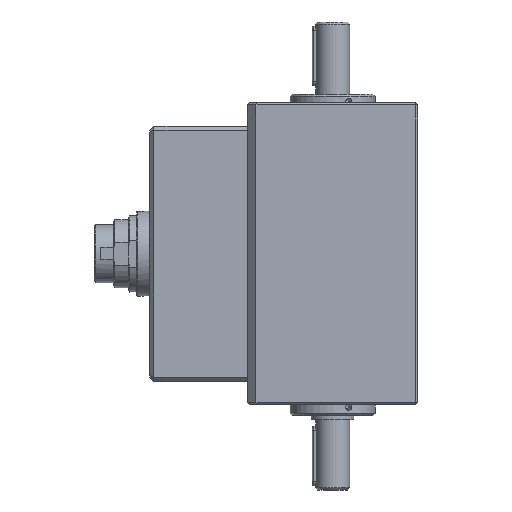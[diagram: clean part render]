
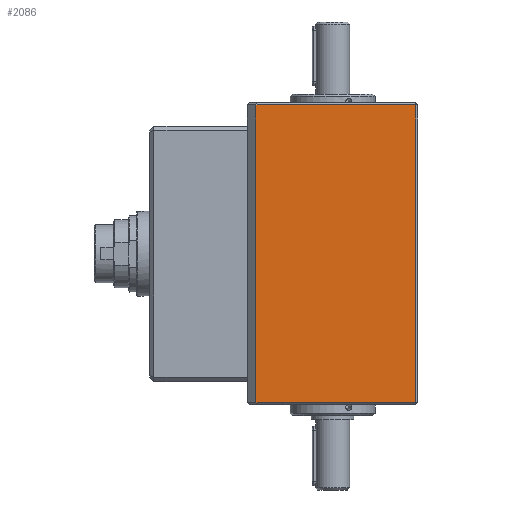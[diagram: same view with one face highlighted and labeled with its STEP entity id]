
A CAD part, front view. The second image highlights one B-rep face of the part: STEP entity #2086.
In plain terms, the highlighted face is planar.
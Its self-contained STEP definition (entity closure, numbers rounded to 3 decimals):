
#2086 = ADVANCED_FACE( '', ( #4359 ), #4360, .T. );
#4359 = FACE_OUTER_BOUND( '', #7221, .T. );
#4360 = PLANE( '', #7222 );
#7221 = EDGE_LOOP( '', ( #11173, #11174, #11175, #11176 ) );
#7222 = AXIS2_PLACEMENT_3D( '', #11177, #11178, #11179 );
#11173 = ORIENTED_EDGE( '', *, *, #16073, .T. );
#11174 = ORIENTED_EDGE( '', *, *, #16025, .T. );
#11175 = ORIENTED_EDGE( '', *, *, #16074, .T. );
#11176 = ORIENTED_EDGE( '', *, *, #16075, .T. );
#11177 = CARTESIAN_POINT( '', ( -20., -20., 71. ) );
#11178 = DIRECTION( '', ( -1., 0., 0. ) );
#11179 = DIRECTION( '', ( 0., 0., 1. ) );
#16025 = EDGE_CURVE( '', #18884, #18337, #18894, .T. );
#16073 = EDGE_CURVE( '', #18966, #18884, #18967, .T. );
#16074 = EDGE_CURVE( '', #18337, #17453, #18968, .T. );
#16075 = EDGE_CURVE( '', #17453, #18966, #18969, .T. );
#17453 = VERTEX_POINT( '', #20762 );
#18337 = VERTEX_POINT( '', #21963 );
#18884 = VERTEX_POINT( '', #22692 );
#18894 = LINE( '', #22705, #22706 );
#18966 = VERTEX_POINT( '', #22794 );
#18967 = LINE( '', #22795, #22796 );
#18968 = LINE( '', #22797, #22798 );
#18969 = LINE( '', #22799, #22800 );
#20762 = CARTESIAN_POINT( '', ( -20., -19.5, 0.5 ) );
#21963 = CARTESIAN_POINT( '', ( -20., 18., 0.5 ) );
#22692 = CARTESIAN_POINT( '', ( -20., 18., 70.5 ) );
#22705 = CARTESIAN_POINT( '', ( -20., 18., 71. ) );
#22706 = VECTOR( '', #26062, 1000. );
#22794 = CARTESIAN_POINT( '', ( -20., -19.5, 70.5 ) );
#22795 = CARTESIAN_POINT( '', ( -20., 20., 70.5 ) );
#22796 = VECTOR( '', #26130, 1000. );
#22797 = CARTESIAN_POINT( '', ( -20., -20., 0.5 ) );
#22798 = VECTOR( '', #26131, 1000. );
#22799 = CARTESIAN_POINT( '', ( -20., -19.5, 71. ) );
#22800 = VECTOR( '', #26132, 1000. );
#26062 = DIRECTION( '', ( 0., 0., -1. ) );
#26130 = DIRECTION( '', ( 0., 1., 0. ) );
#26131 = DIRECTION( '', ( 0., -1., 0. ) );
#26132 = DIRECTION( '', ( 0., 0., 1. ) );
